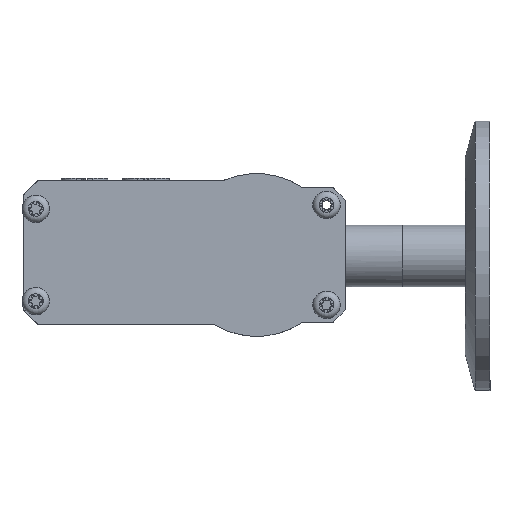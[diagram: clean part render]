
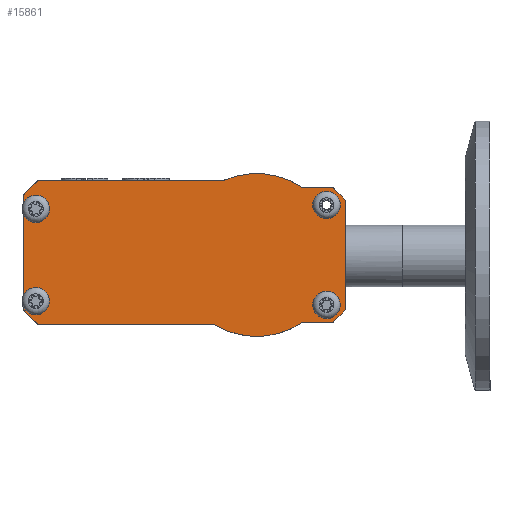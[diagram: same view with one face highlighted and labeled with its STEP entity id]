
A CAD part, left-side view. The second image highlights one B-rep face of the part: STEP entity #15861.
In plain terms, the highlighted planar face has unit normal (-1, 0, 0).
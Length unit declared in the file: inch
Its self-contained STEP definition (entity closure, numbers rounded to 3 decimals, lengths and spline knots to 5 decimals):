
#321 = EDGE_CURVE ( 'NONE', #21997, #12755, #19363, .T. ) ;
#340 = ORIENTED_EDGE ( 'NONE', *, *, #10365, .T. ) ;
#427 = CARTESIAN_POINT ( 'NONE',  ( -2.06, -0.708, -0.44 ) ) ;
#435 = DIRECTION ( 'NONE',  ( -1., 0., 0. ) ) ;
#694 = ORIENTED_EDGE ( 'NONE', *, *, #18342, .T. ) ;
#997 = FACE_BOUND ( 'NONE', #18465, .T. ) ;
#1650 = FACE_OUTER_BOUND ( 'NONE', #21117, .T. ) ;
#1668 = LINE ( 'NONE', #22587, #23520 ) ;
#2010 = ORIENTED_EDGE ( 'NONE', *, *, #9005, .T. ) ;
#2071 = VERTEX_POINT ( 'NONE', #9850 ) ;
#2387 = AXIS2_PLACEMENT_3D ( 'NONE', #16123, #3461, #18262 ) ;
#2600 = DIRECTION ( 'NONE',  ( -1., 0., 0. ) ) ;
#2727 = LINE ( 'NONE', #17049, #8357 ) ;
#2906 = EDGE_CURVE ( 'NONE', #2071, #2071, #17719, .T. ) ;
#3461 = DIRECTION ( 'NONE',  ( -1., 0., 0. ) ) ;
#3618 = EDGE_CURVE ( 'NONE', #5962, #21997, #2727, .T. ) ;
#4423 = DIRECTION ( 'NONE',  ( 0., 0., 1. ) ) ;
#4466 = ORIENTED_EDGE ( 'NONE', *, *, #17174, .T. ) ;
#4472 = LINE ( 'NONE', #10685, #26339 ) ;
#4482 = VERTEX_POINT ( 'NONE', #21350 ) ;
#4877 = VECTOR ( 'NONE', #12155, 39.37008 ) ;
#5431 = EDGE_CURVE ( 'NONE', #6337, #6337, #22710, .T. ) ;
#5690 = CARTESIAN_POINT ( 'NONE',  ( -2.06, 1.772, -0.43 ) ) ;
#5806 = CARTESIAN_POINT ( 'NONE',  ( -2.06, -0.43639, 0.54 ) ) ;
#5962 = VERTEX_POINT ( 'NONE', #25154 ) ;
#5978 = DIRECTION ( 'NONE',  ( 0., -0.707, -0.707 ) ) ;
#6337 = VERTEX_POINT ( 'NONE', #5690 ) ;
#6502 = ORIENTED_EDGE ( 'NONE', *, *, #3618, .T. ) ;
#6541 = VECTOR ( 'NONE', #9572, 39.37008 ) ;
#6588 = FACE_BOUND ( 'NONE', #9511, .T. ) ;
#7005 = DIRECTION ( 'NONE',  ( 0., 0.707, 0.707 ) ) ;
#7023 = LINE ( 'NONE', #24590, #23255 ) ;
#7542 = EDGE_LOOP ( 'NONE', ( #8531 ) ) ;
#7541 = VERTEX_POINT ( 'NONE', #26961 ) ;
#7815 = CARTESIAN_POINT ( 'NONE',  ( -2.06, -0.608, -0.54 ) ) ;
#7830 = CIRCLE ( 'NONE', #26839, 0.6525 ) ;
#8130 = VECTOR ( 'NONE', #7005, 39.37008 ) ;
#8226 = DIRECTION ( 'NONE',  ( -1., 0., 0. ) ) ;
#8229 = CARTESIAN_POINT ( 'NONE',  ( -2.06, -0.558, 0.4 ) ) ;
#8332 = CARTESIAN_POINT ( 'NONE',  ( -2.06, 0.3369, -0.56 ) ) ;
#8357 = VECTOR ( 'NONE', #4423, 39.37008 ) ;
#8500 = AXIS2_PLACEMENT_3D ( 'NONE', #15253, #2600, #17368 ) ;
#8531 = ORIENTED_EDGE ( 'NONE', *, *, #5431, .F. ) ;
#8547 = DIRECTION ( 'NONE',  ( -1., 0., 0. ) ) ;
#8609 = VERTEX_POINT ( 'NONE', #23381 ) ;
#8872 = VERTEX_POINT ( 'NONE', #8332 ) ;
#9005 = EDGE_CURVE ( 'NONE', #17220, #5962, #22705, .T. ) ;
#9087 = AXIS2_PLACEMENT_3D ( 'NONE', #20904, #8226, #23061 ) ;
#9097 = DIRECTION ( 'NONE',  ( -1., 0., 0. ) ) ;
#9105 = CARTESIAN_POINT ( 'NONE',  ( -2.06, 1.872, 0.48 ) ) ;
#9215 = LINE ( 'NONE', #12555, #14834 ) ;
#9511 = EDGE_LOOP ( 'NONE', ( #25093 ) ) ;
#9572 = DIRECTION ( 'NONE',  ( 0., -1., 0. ) ) ;
#9581 = VERTEX_POINT ( 'NONE', #17555 ) ;
#9721 = AXIS2_PLACEMENT_3D ( 'NONE', #21241, #8547, #23379 ) ;
#9850 = CARTESIAN_POINT ( 'NONE',  ( -2.06, -0.558, 0.46 ) ) ;
#10268 = CARTESIAN_POINT ( 'NONE',  ( -2.06, 0.25843, 0.6 ) ) ;
#10350 = DIRECTION ( 'NONE',  ( 0., 0., 1. ) ) ;
#10365 = EDGE_CURVE ( 'NONE', #7541, #16966, #17827, .T. ) ;
#10667 = VERTEX_POINT ( 'NONE', #9105 ) ;
#10685 = CARTESIAN_POINT ( 'NONE',  ( -2.06, 0.3369, -0.56 ) ) ;
#10767 = EDGE_CURVE ( 'NONE', #4482, #17220, #12131, .T. ) ;
#10777 = DIRECTION ( 'NONE',  ( 0., -1., 0. ) ) ;
#10859 = CARTESIAN_POINT ( 'NONE',  ( -2.06, 1.752, -0.56 ) ) ;
#10886 = DIRECTION ( 'NONE',  ( 0., -0.707, 0.707 ) ) ;
#11389 = VECTOR ( 'NONE', #10886, 39.37008 ) ;
#11994 = DIRECTION ( 'NONE',  ( 0., 0.707, -0.707 ) ) ;
#12103 = CIRCLE ( 'NONE', #9721, 0.06 ) ;
#12131 = LINE ( 'NONE', #13683, #6541 ) ;
#12155 = DIRECTION ( 'NONE',  ( 0., 1., 0. ) ) ;
#12177 = VECTOR ( 'NONE', #5978, 39.37008 ) ;
#12555 = CARTESIAN_POINT ( 'NONE',  ( -2.06, 0.25843, 0.6 ) ) ;
#12755 = VERTEX_POINT ( 'NONE', #17725 ) ;
#12869 = EDGE_CURVE ( 'NONE', #10667, #7541, #7023, .T. ) ;
#13011 = CARTESIAN_POINT ( 'NONE',  ( -2.06, 0.002, 0. ) ) ;
#13228 = CARTESIAN_POINT ( 'NONE',  ( -2.06, -0.708, 0.44 ) ) ;
#13683 = CARTESIAN_POINT ( 'NONE',  ( -2.06, -0.36427, -0.54 ) ) ;
#13802 = DIRECTION ( 'NONE',  ( 0., 0., -1. ) ) ;
#14269 = ORIENTED_EDGE ( 'NONE', *, *, #22805, .T. ) ;
#14357 = CIRCLE ( 'NONE', #8500, 0.06 ) ;
#14834 = VECTOR ( 'NONE', #25267, 39.37008 ) ;
#15172 = DIRECTION ( 'NONE',  ( 0., 0., -1. ) ) ;
#15253 = CARTESIAN_POINT ( 'NONE',  ( -2.06, 1.772, 0.37 ) ) ;
#15636 = VERTEX_POINT ( 'NONE', #25140 ) ;
#15861 = ADVANCED_FACE ( 'NONE', ( #23497, #997, #1650, #6588, #22806 ), #21702, .T. ) ;
#16051 = ORIENTED_EDGE ( 'NONE', *, *, #16410, .T. ) ;
#16123 = CARTESIAN_POINT ( 'NONE',  ( -2.06, 0.002, 0. ) ) ;
#16245 = VERTEX_POINT ( 'NONE', #10268 ) ;
#16410 = EDGE_CURVE ( 'NONE', #8872, #4482, #7830, .T. ) ;
#16966 = VERTEX_POINT ( 'NONE', #10859 ) ;
#17049 = CARTESIAN_POINT ( 'NONE',  ( -2.06, -0.708, -0.44 ) ) ;
#17101 = ORIENTED_EDGE ( 'NONE', *, *, #26758, .F. ) ;
#17174 = EDGE_CURVE ( 'NONE', #15636, #16245, #18267, .T. ) ;
#17220 = VERTEX_POINT ( 'NONE', #7815 ) ;
#17368 = DIRECTION ( 'NONE',  ( 0., 0., 1. ) ) ;
#17555 = CARTESIAN_POINT ( 'NONE',  ( -2.06, 1.752, 0.6 ) ) ;
#17719 = CIRCLE ( 'NONE', #24274, 0.06 ) ;
#17725 = CARTESIAN_POINT ( 'NONE',  ( -2.06, -0.608, 0.54 ) ) ;
#17800 = EDGE_CURVE ( 'NONE', #9581, #10667, #1668, .T. ) ;
#17827 = LINE ( 'NONE', #18632, #12177 ) ;
#17927 = EDGE_CURVE ( 'NONE', #16245, #9581, #9215, .T. ) ;
#18020 = ORIENTED_EDGE ( 'NONE', *, *, #321, .T. ) ;
#18262 = DIRECTION ( 'NONE',  ( 0., 0., 1. ) ) ;
#18267 = CIRCLE ( 'NONE', #2387, 0.6525 ) ;
#18342 = EDGE_CURVE ( 'NONE', #12755, #15636, #20417, .T. ) ;
#18465 = EDGE_LOOP ( 'NONE', ( #17101 ) ) ;
#18632 = CARTESIAN_POINT ( 'NONE',  ( -2.06, 1.752, -0.56 ) ) ;
#19363 = LINE ( 'NONE', #19800, #8130 ) ;
#19800 = CARTESIAN_POINT ( 'NONE',  ( -2.06, -0.708, 0.44 ) ) ;
#19831 = VERTEX_POINT ( 'NONE', #21246 ) ;
#20417 = LINE ( 'NONE', #5806, #4877 ) ;
#20904 = CARTESIAN_POINT ( 'NONE',  ( -2.06, 1.772, -0.37 ) ) ;
#21117 = EDGE_LOOP ( 'NONE', ( #18020, #694, #4466, #22634, #26126, #21706, #340, #14269, #16051, #24265, #2010, #6502 ) ) ;
#21241 = CARTESIAN_POINT ( 'NONE',  ( -2.06, -0.558, -0.4 ) ) ;
#21246 = CARTESIAN_POINT ( 'NONE',  ( -2.06, -0.558, -0.46 ) ) ;
#21350 = CARTESIAN_POINT ( 'NONE',  ( -2.06, -0.36427, -0.54 ) ) ;
#21702 = PLANE ( 'NONE',  #24141 ) ;
#21706 = ORIENTED_EDGE ( 'NONE', *, *, #12869, .T. ) ;
#21792 = CARTESIAN_POINT ( 'NONE',  ( -2.06, 0.002, 0. ) ) ;
#21997 = VERTEX_POINT ( 'NONE', #13228 ) ;
#22118 = EDGE_LOOP ( 'NONE', ( #22835 ) ) ;
#22587 = CARTESIAN_POINT ( 'NONE',  ( -2.06, 1.752, 0.6 ) ) ;
#22634 = ORIENTED_EDGE ( 'NONE', *, *, #17927, .T. ) ;
#22705 = LINE ( 'NONE', #427, #11389 ) ;
#22710 = CIRCLE ( 'NONE', #9087, 0.06 ) ;
#22805 = EDGE_CURVE ( 'NONE', #16966, #8872, #4472, .T. ) ;
#22806 = FACE_BOUND ( 'NONE', #7542, .T. ) ;
#22835 = ORIENTED_EDGE ( 'NONE', *, *, #26070, .F. ) ;
#23061 = DIRECTION ( 'NONE',  ( 0., 0., -1. ) ) ;
#23066 = DIRECTION ( 'NONE',  ( -1., 0., 0. ) ) ;
#23255 = VECTOR ( 'NONE', #13802, 39.37008 ) ;
#23379 = DIRECTION ( 'NONE',  ( 0., 0., -1. ) ) ;
#23381 = CARTESIAN_POINT ( 'NONE',  ( -2.06, 1.772, 0.43 ) ) ;
#23497 = FACE_BOUND ( 'NONE', #22118, .T. ) ;
#23520 = VECTOR ( 'NONE', #11994, 39.37008 ) ;
#23942 = DIRECTION ( 'NONE',  ( 0., 0., 1. ) ) ;
#24141 = AXIS2_PLACEMENT_3D ( 'NONE', #21792, #9097, #23942 ) ;
#24265 = ORIENTED_EDGE ( 'NONE', *, *, #10767, .T. ) ;
#24274 = AXIS2_PLACEMENT_3D ( 'NONE', #8229, #23066, #10350 ) ;
#24590 = CARTESIAN_POINT ( 'NONE',  ( -2.06, 1.872, 0. ) ) ;
#25093 = ORIENTED_EDGE ( 'NONE', *, *, #2906, .F. ) ;
#25140 = CARTESIAN_POINT ( 'NONE',  ( -2.06, -0.36427, 0.54 ) ) ;
#25154 = CARTESIAN_POINT ( 'NONE',  ( -2.06, -0.708, -0.44 ) ) ;
#25267 = DIRECTION ( 'NONE',  ( 0., 1., 0. ) ) ;
#26070 = EDGE_CURVE ( 'NONE', #19831, #19831, #12103, .T. ) ;
#26126 = ORIENTED_EDGE ( 'NONE', *, *, #17800, .T. ) ;
#26339 = VECTOR ( 'NONE', #10777, 39.37008 ) ;
#26758 = EDGE_CURVE ( 'NONE', #8609, #8609, #14357, .T. ) ;
#26839 = AXIS2_PLACEMENT_3D ( 'NONE', #13011, #435, #15172 ) ;
#26961 = CARTESIAN_POINT ( 'NONE',  ( -2.06, 1.872, -0.44 ) ) ;
